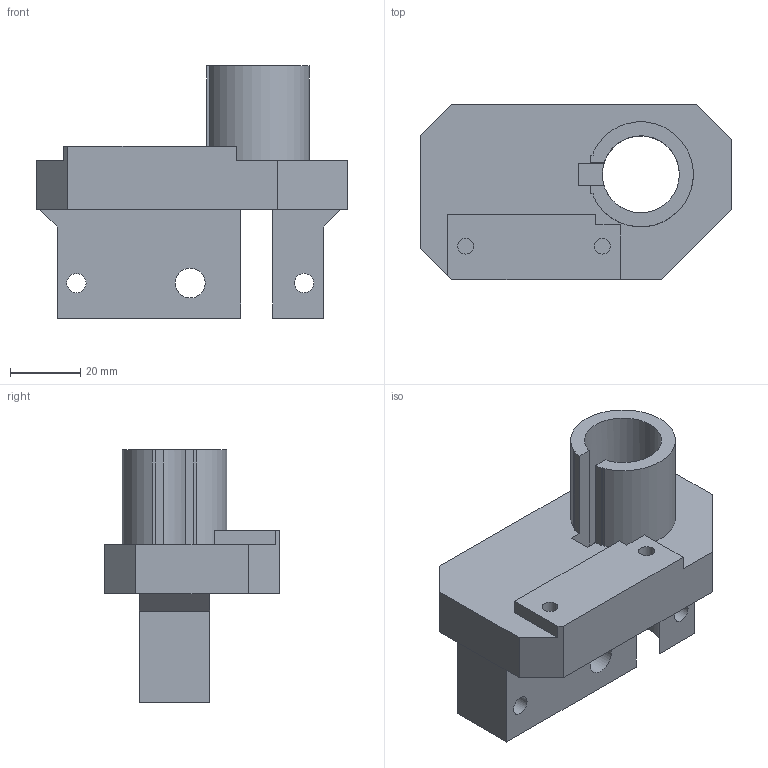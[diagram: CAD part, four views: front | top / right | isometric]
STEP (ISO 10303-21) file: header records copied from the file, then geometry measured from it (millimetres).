
FILE_DESCRIPTION(('STEP AP242'), '1');
FILE_NAME('Test_mar', '', ('UNSPECIFIED'), ('UNSPECIFIED'), 'C3D Converter', 'C3D Toolkit', '');
FILE_SCHEMA(('AP242_MANAGED_MODEL_BASED_3D_ENGINEERING_MIM_LF { 1 0 10303 442 1 1 4 }'));
Length unit declared in the file: millimetre
Bounding box: 89 x 50 x 72 mm (x, y, z)
Volume: 96854.8 mm3; surface area: 25231.6 mm2
Topology: 1 solids, 1 shells, 54 faces, 149 edges, 99 vertices
Faces by surface type: plane 46, cylinder 8
Full cylindrical faces by diameter (mm): 4.5 x3, 5.5 x2, 8.5 x1, 22 x1
Entity records: 1948 total; most frequent: CARTESIAN_POINT 518, ORIENTED_EDGE 282, DIRECTION 273, EDGE_CURVE 141, LINE 115, VECTOR 115, VERTEX_POINT 99, AXIS2_PLACEMENT_3D 79
